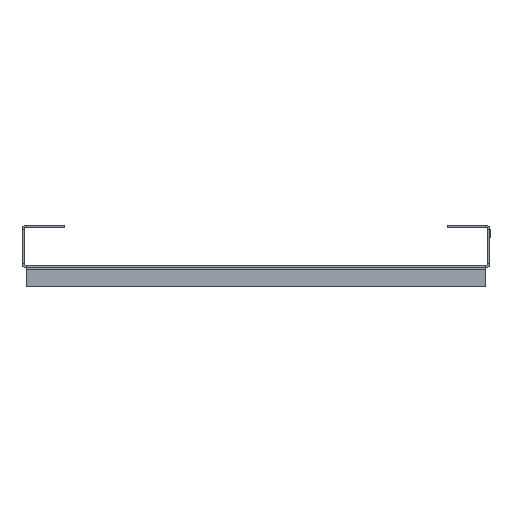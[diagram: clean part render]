
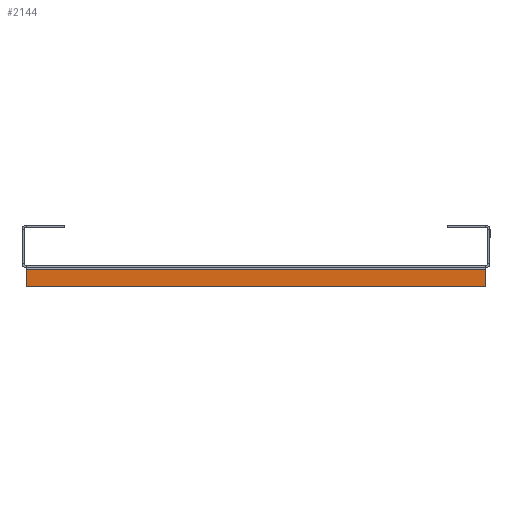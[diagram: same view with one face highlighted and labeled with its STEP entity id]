
A CAD part, left-side view. The second image highlights one B-rep face of the part: STEP entity #2144.
In plain terms, the highlighted planar face has unit normal (-1, 0, 0).
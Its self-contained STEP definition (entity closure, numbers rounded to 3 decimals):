
#34 = DIRECTION ( 'NONE',  ( 0., -1., 0. ) ) ;
#113 = CARTESIAN_POINT ( 'NONE',  ( 0., 0., 0. ) ) ;
#117 = DIRECTION ( 'NONE',  ( 0., 0., -1. ) ) ;
#247 = VERTEX_POINT ( 'NONE', #1979 ) ;
#249 = LINE ( 'NONE', #1946, #1895 ) ;
#471 = VECTOR ( 'NONE', #34, 1000. ) ;
#490 = DIRECTION ( 'NONE',  ( 0., 0., 1. ) ) ;
#510 = ORIENTED_EDGE ( 'NONE', *, *, #517, .F. ) ;
#517 = EDGE_CURVE ( 'NONE', #2173, #776, #249, .T. ) ;
#576 = AXIS2_PLACEMENT_3D ( 'NONE', #113, #2153, #1780 ) ;
#688 = ORIENTED_EDGE ( 'NONE', *, *, #1814, .T. ) ;
#776 = VERTEX_POINT ( 'NONE', #2060 ) ;
#825 = LINE ( 'NONE', #2189, #1751 ) ;
#964 = FACE_OUTER_BOUND ( 'NONE', #1188, .T. ) ;
#1045 = CARTESIAN_POINT ( 'NONE',  ( 0., 0., -10. ) ) ;
#1063 = DIRECTION ( 'NONE',  ( 0., -1., 0. ) ) ;
#1160 = CARTESIAN_POINT ( 'NONE',  ( 0., 216., -2. ) ) ;
#1188 = EDGE_LOOP ( 'NONE', ( #510, #1809, #688, #1416 ) ) ;
#1241 = EDGE_CURVE ( 'NONE', #2173, #247, #1468, .T. ) ;
#1344 = VECTOR ( 'NONE', #117, 1000. ) ;
#1416 = ORIENTED_EDGE ( 'NONE', *, *, #1798, .T. ) ;
#1468 = LINE ( 'NONE', #1817, #1344 ) ;
#1594 = LINE ( 'NONE', #1045, #471 ) ;
#1751 = VECTOR ( 'NONE', #490, 1000. ) ;
#1780 = DIRECTION ( 'NONE',  ( 0., 0., -1. ) ) ;
#1798 = EDGE_CURVE ( 'NONE', #2125, #776, #825, .T. ) ;
#1804 = PLANE ( 'NONE',  #576 ) ;
#1809 = ORIENTED_EDGE ( 'NONE', *, *, #1241, .T. ) ;
#1814 = EDGE_CURVE ( 'NONE', #247, #2125, #1594, .T. ) ;
#1817 = CARTESIAN_POINT ( 'NONE',  ( 0., 216., 0. ) ) ;
#1895 = VECTOR ( 'NONE', #1063, 1000. ) ;
#1946 = CARTESIAN_POINT ( 'NONE',  ( 0., 0., -2. ) ) ;
#1979 = CARTESIAN_POINT ( 'NONE',  ( 0., 216., -10. ) ) ;
#1997 = CARTESIAN_POINT ( 'NONE',  ( 0., 0., -10. ) ) ;
#2060 = CARTESIAN_POINT ( 'NONE',  ( 0., 0., -2. ) ) ;
#2125 = VERTEX_POINT ( 'NONE', #1997 ) ;
#2144 = ADVANCED_FACE ( 'NONE', ( #964 ), #1804, .F. ) ;
#2153 = DIRECTION ( 'NONE',  ( 1., 0., 0. ) ) ;
#2173 = VERTEX_POINT ( 'NONE', #1160 ) ;
#2189 = CARTESIAN_POINT ( 'NONE',  ( 0., 0., 0. ) ) ;
